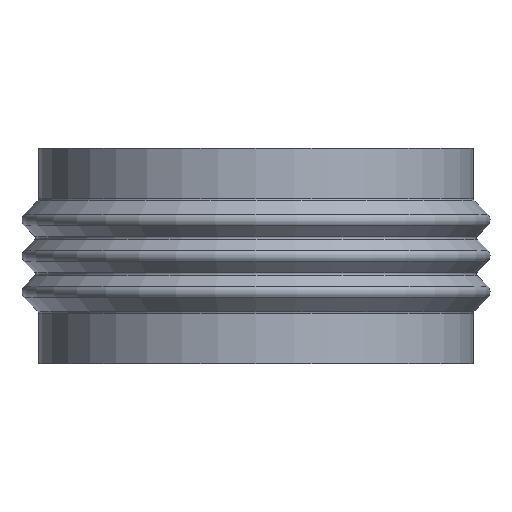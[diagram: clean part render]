
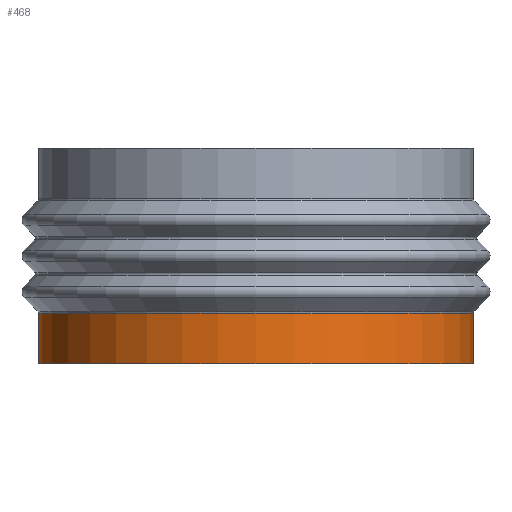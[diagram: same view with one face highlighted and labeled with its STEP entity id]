
A CAD part, front view. The second image highlights one B-rep face of the part: STEP entity #468.
In plain terms, the highlighted cylindrical face has radius 161.5 mm (diameter 323 mm), a full revolution.
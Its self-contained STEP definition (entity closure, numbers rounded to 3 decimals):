
#27 = CARTESIAN_POINT ( 'NONE',  ( 0., -161.5, 37.515 ) ) ;
#86 = CARTESIAN_POINT ( 'NONE',  ( 0., -161.5, 0. ) ) ;
#110 = VERTEX_POINT ( 'NONE', #27 ) ;
#155 = AXIS2_PLACEMENT_3D ( 'NONE', #260, #200, #706 ) ;
#158 = FACE_OUTER_BOUND ( 'NONE', #326, .T. ) ;
#200 = DIRECTION ( 'NONE',  ( 0., 0., 1. ) ) ;
#252 = DIRECTION ( 'NONE',  ( 0., 0., 1. ) ) ;
#260 = CARTESIAN_POINT ( 'NONE',  ( 0., 0., 0. ) ) ;
#289 = VERTEX_POINT ( 'NONE', #86 ) ;
#326 = EDGE_LOOP ( 'NONE', ( #657 ) ) ;
#380 = EDGE_LOOP ( 'NONE', ( #484 ) ) ;
#394 = CIRCLE ( 'NONE', #155, 161.5 ) ;
#397 = CIRCLE ( 'NONE', #707, 161.5 ) ;
#409 = CYLINDRICAL_SURFACE ( 'NONE', #550, 161.5 ) ;
#457 = EDGE_CURVE ( 'NONE', #110, #110, #397, .T. ) ;
#468 = ADVANCED_FACE ( 'NONE', ( #698, #158 ), #409, .T. ) ;
#469 = DIRECTION ( 'NONE',  ( 0., -1., 0. ) ) ;
#484 = ORIENTED_EDGE ( 'NONE', *, *, #457, .F. ) ;
#528 = DIRECTION ( 'NONE',  ( 0., 0., 1. ) ) ;
#550 = AXIS2_PLACEMENT_3D ( 'NONE', #580, #252, #469 ) ;
#555 = EDGE_CURVE ( 'NONE', #289, #289, #394, .T. ) ;
#580 = CARTESIAN_POINT ( 'NONE',  ( 0., 0., 0. ) ) ;
#586 = CARTESIAN_POINT ( 'NONE',  ( 0., 0., 37.515 ) ) ;
#641 = DIRECTION ( 'NONE',  ( 0., -1., 0. ) ) ;
#657 = ORIENTED_EDGE ( 'NONE', *, *, #555, .T. ) ;
#698 = FACE_OUTER_BOUND ( 'NONE', #380, .T. ) ;
#706 = DIRECTION ( 'NONE',  ( 0., -1., 0. ) ) ;
#707 = AXIS2_PLACEMENT_3D ( 'NONE', #586, #528, #641 ) ;
